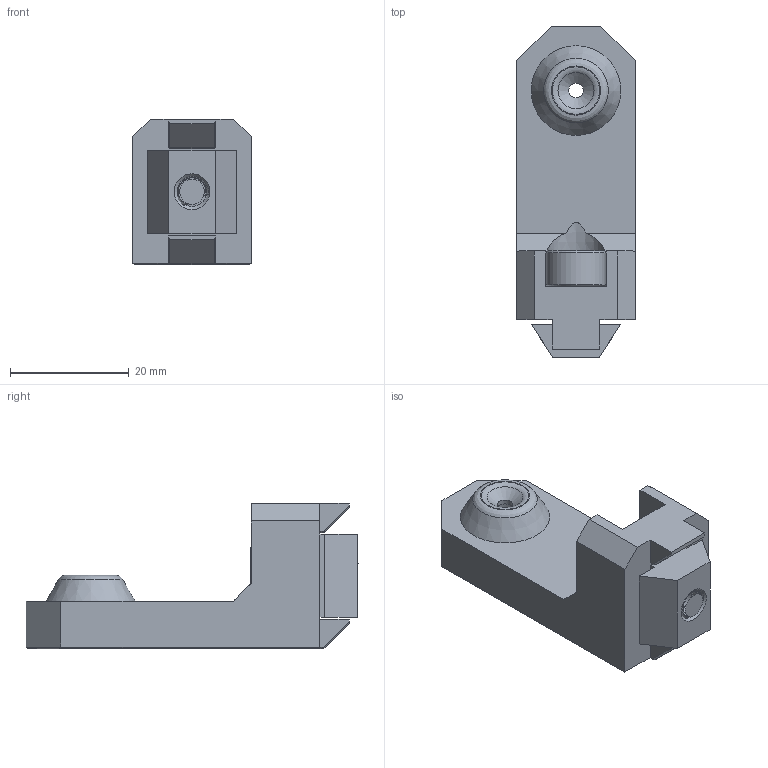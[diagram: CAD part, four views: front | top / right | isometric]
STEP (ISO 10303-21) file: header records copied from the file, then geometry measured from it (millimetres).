
FILE_DESCRIPTION(/* description */ (''),/* implementation_level */ '2;1');
FILE_NAME(/* name */ '3030_mount_pc4_m10.step',/* time_stamp */ '2020-10-06T21:36:58+07:00',/* author */ (''),/* organization */ (''),/* preprocessor_version */ 'ST-DEVELOPER v18.1',/* originating_system */ 'Autodesk Translation Framework v9.3.0.1241',/* authorisation */ '');
FILE_SCHEMA (('AUTOMOTIVE_DESIGN { 1 0 10303 214 3 1 1 }'));
Length unit declared in the file: millimetre
Products named in the file (3): 3030_mount_pc4-m10; M6 x 12mm v1 (8) (1) (2) (2) (1); PACK-HNTTSN6-6 v1 (2) (1) (3) (1) (1)
Assembly tree (2 placements, depth 2):
  3030_mount_pc4-m10
    M6 x 12mm v1 (8) (1) (2) (2) (1)
    PACK-HNTTSN6-6 v1 (2) (1) (3) (1) (1)
Bounding box: 20 x 55.83 x 24.5 mm (x, y, z)
Volume: 11876.4 mm3; surface area: 6248.1 mm2
Topology: 3 solids, 5 shells, 162 faces, 401 edges, 254 vertices
Faces by surface type: plane 94, cylinder 45, cone 17, bspline 4, torus 2
Full cylindrical faces by diameter (mm): 2.5 x1, 4.4 x1, 4.701 x10, 4.917 x1, 6 x11, 9.036 x4, 10 x1, 10.147 x4
Entity records: 8897 total; most frequent: CARTESIAN_POINT 5100, ORIENTED_EDGE 802, DIRECTION 692, EDGE_CURVE 401, LINE 256, VECTOR 256, VERTEX_POINT 254, AXIS2_PLACEMENT_3D 218
